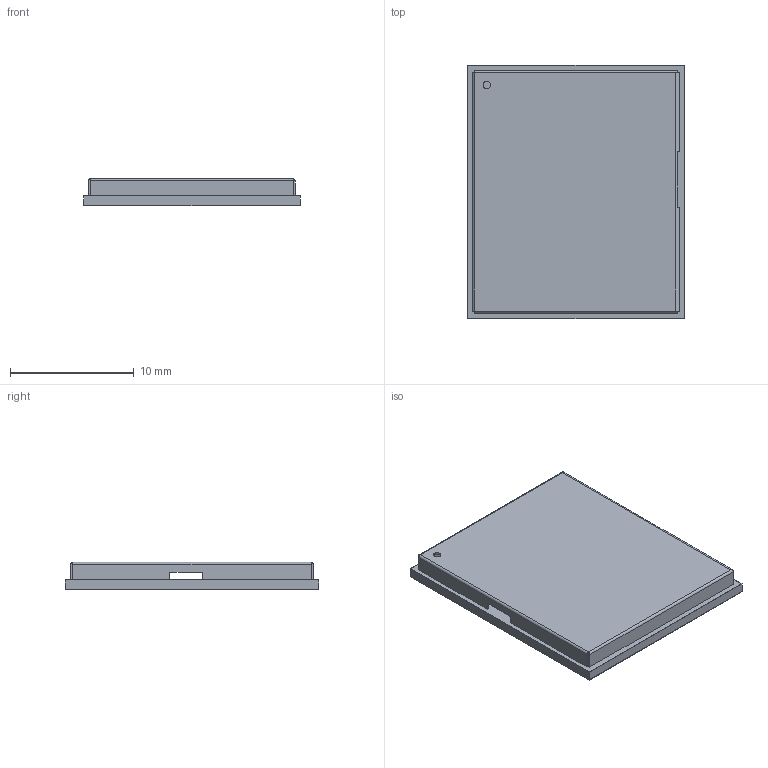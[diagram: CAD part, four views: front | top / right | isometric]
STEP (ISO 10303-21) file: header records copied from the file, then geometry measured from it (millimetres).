
FILE_DESCRIPTION((''),'2;1');
FILE_NAME('MOB0063A_ASM','2017-11-16T08:56:59',('a0412086'),(''),'CREO PARAMETRIC BY PTC INC, 2017260','CREO PARAMETRIC BY PTC INC, 2017260','');
FILE_SCHEMA(('AUTOMOTIVE_DESIGN { 1 0 10303 214 1 1 1 1 }'));
Length unit declared in the file: millimetre
Products named in the file (6): SOLDERMASK-MOB0063A; METAL-BTM-QFM; SUBSTRATE-QFM; SOLDERMASK_TOP; SHIELD-SHEETMETAL; MOB0063A_ASM
Assembly tree (5 placements, depth 2):
  MOB0063A_ASM
    SOLDERMASK-MOB0063A
    METAL-BTM-QFM
    SUBSTRATE-QFM
    SOLDERMASK_TOP
    SHIELD-SHEETMETAL
Bounding box: 17.5 x 20.5 x 2.22 mm (x, y, z)
Volume: 357.1 mm3; surface area: 3613 mm2
Topology: 5 solids, 5 shells, 333 faces, 933 edges, 610 vertices
Faces by surface type: plane 323, cylinder 10
Entity records: 14219 total; most frequent: CARTESIAN_POINT 1957, ORIENTED_EDGE 1866, DIRECTION 1723, PRESENTATION_STYLE_ASSIGNMENT 940, STYLED_ITEM 939, CURVE_STYLE 933, EDGE_CURVE 933, VECTOR 909
